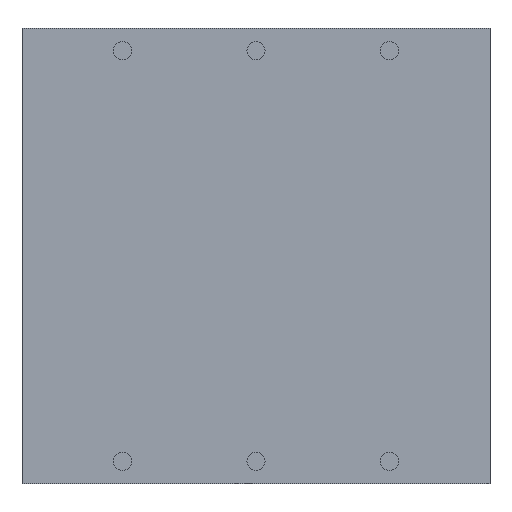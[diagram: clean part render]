
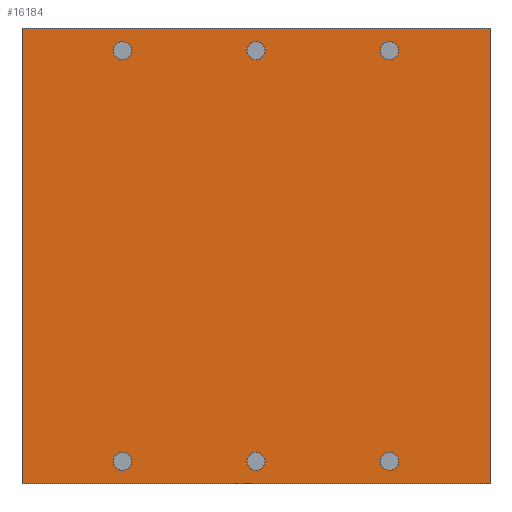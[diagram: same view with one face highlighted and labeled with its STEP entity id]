
A CAD part, front view. The second image highlights one B-rep face of the part: STEP entity #16184.
In plain terms, the highlighted planar face has unit normal (0, -1, 0).
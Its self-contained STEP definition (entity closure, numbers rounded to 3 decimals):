
#1674 = ORIENTED_EDGE ( 'NONE', *, *, #2723, .F. ) ;
#1675 = ORIENTED_EDGE ( 'NONE', *, *, #2722, .F. ) ;
#1676 = ORIENTED_EDGE ( 'NONE', *, *, #2721, .F. ) ;
#1677 = ORIENTED_EDGE ( 'NONE', *, *, #2717, .F. ) ;
#1678 = ORIENTED_EDGE ( 'NONE', *, *, #2720, .F. ) ;
#1679 = ORIENTED_EDGE ( 'NONE', *, *, #2716, .F. ) ;
#1680 = ORIENTED_EDGE ( 'NONE', *, *, #2718, .F. ) ;
#1681 = ORIENTED_EDGE ( 'NONE', *, *, #2704, .F. ) ;
#1682 = ORIENTED_EDGE ( 'NONE', *, *, #2714, .F. ) ;
#1683 = ORIENTED_EDGE ( 'NONE', *, *, #2719, .F. ) ;
#2704 = EDGE_CURVE ( 'NONE', #3964, #3963, #14312, .T. ) ;
#2714 = EDGE_CURVE ( 'NONE', #3965, #3964, #14317, .T. ) ;
#2716 = EDGE_CURVE ( 'NONE', #7066, #7066, #14331, .T. ) ;
#2717 = EDGE_CURVE ( 'NONE', #7069, #7069, #14333, .T. ) ;
#2718 = EDGE_CURVE ( 'NONE', #3963, #3962, #14316, .T. ) ;
#2719 = EDGE_CURVE ( 'NONE', #3962, #3965, #14320, .T. ) ;
#2720 = EDGE_CURVE ( 'NONE', #7072, #7072, #14336, .T. ) ;
#2721 = EDGE_CURVE ( 'NONE', #7075, #7075, #14337, .T. ) ;
#2722 = EDGE_CURVE ( 'NONE', #7078, #7078, #14338, .T. ) ;
#2723 = EDGE_CURVE ( 'NONE', #7082, #7082, #14339, .T. ) ;
#3962 = VERTEX_POINT ( 'NONE', #6130 ) ;
#3963 = VERTEX_POINT ( 'NONE', #6119 ) ;
#3964 = VERTEX_POINT ( 'NONE', #6115 ) ;
#3965 = VERTEX_POINT ( 'NONE', #6112 ) ;
#4985 = DIRECTION ( 'NONE',  ( 0., 0., 1. ) ) ;
#4986 = DIRECTION ( 'NONE',  ( 0., 1., 0. ) ) ;
#4994 = PLANE ( 'NONE',  #15733 ) ;
#4995 = CARTESIAN_POINT ( 'NONE',  ( -44.922, -4.826, 0.254 ) ) ;
#6112 = CARTESIAN_POINT ( 'NONE',  ( 12.99, -4.826, -56.134 ) ) ;
#6115 = CARTESIAN_POINT ( 'NONE',  ( -44.922, -4.826, -56.134 ) ) ;
#6119 = CARTESIAN_POINT ( 'NONE',  ( -44.922, -4.826, 0.254 ) ) ;
#6130 = CARTESIAN_POINT ( 'NONE',  ( 12.99, -4.826, 0.254 ) ) ;
#7066 = VERTEX_POINT ( 'NONE', #7067 ) ;
#7067 = CARTESIAN_POINT ( 'NONE',  ( 0.544, -4.826, -54.47 ) ) ;
#7069 = VERTEX_POINT ( 'NONE', #7070 ) ;
#7070 = CARTESIAN_POINT ( 'NONE',  ( -15.966, -4.826, -3.67 ) ) ;
#7072 = VERTEX_POINT ( 'NONE', #7073 ) ;
#7073 = CARTESIAN_POINT ( 'NONE',  ( -32.476, -4.826, -3.67 ) ) ;
#7075 = VERTEX_POINT ( 'NONE', #7077 ) ;
#7077 = CARTESIAN_POINT ( 'NONE',  ( -15.966, -4.826, -54.47 ) ) ;
#7078 = VERTEX_POINT ( 'NONE', #7080 ) ;
#7080 = CARTESIAN_POINT ( 'NONE',  ( -32.476, -4.826, -54.47 ) ) ;
#7082 = VERTEX_POINT ( 'NONE', #7084 ) ;
#7084 = CARTESIAN_POINT ( 'NONE',  ( 0.544, -4.826, -3.67 ) ) ;
#8092 = DIRECTION ( 'NONE',  ( 0., 0., -1. ) ) ;
#8095 = DIRECTION ( 'NONE',  ( 0., -1., 0. ) ) ;
#8104 = DIRECTION ( 'NONE',  ( 0., 0., -1. ) ) ;
#8106 = DIRECTION ( 'NONE',  ( 0., -1., 0. ) ) ;
#8117 = DIRECTION ( 'NONE',  ( 0., 0., -1. ) ) ;
#8119 = DIRECTION ( 'NONE',  ( 0., -1., 0. ) ) ;
#8121 = CARTESIAN_POINT ( 'NONE',  ( 0.544, -4.826, -2.54 ) ) ;
#8128 = DIRECTION ( 'NONE',  ( 0., 0., -1. ) ) ;
#8131 = DIRECTION ( 'NONE',  ( 0., -1., 0. ) ) ;
#8135 = CARTESIAN_POINT ( 'NONE',  ( -32.476, -4.826, -53.34 ) ) ;
#8137 = DIRECTION ( 'NONE',  ( 0., 0., -1. ) ) ;
#8139 = CARTESIAN_POINT ( 'NONE',  ( 12.99, -4.826, 0.254 ) ) ;
#8145 = CARTESIAN_POINT ( 'NONE',  ( -32.476, -4.826, -2.54 ) ) ;
#8147 = DIRECTION ( 'NONE',  ( 1., 0., 0. ) ) ;
#8153 = CARTESIAN_POINT ( 'NONE',  ( -50.869, -4.826, 0.254 ) ) ;
#8157 = DIRECTION ( 'NONE',  ( 0., 0., -1. ) ) ;
#8160 = DIRECTION ( 'NONE',  ( 0., -1., 0. ) ) ;
#8163 = CARTESIAN_POINT ( 'NONE',  ( -15.966, -4.826, -53.34 ) ) ;
#8164 = DIRECTION ( 'NONE',  ( 0., 0., -1. ) ) ;
#8168 = DIRECTION ( 'NONE',  ( 0., -1., 0. ) ) ;
#8184 = DIRECTION ( 'NONE',  ( -1., 0., 0. ) ) ;
#8187 = CARTESIAN_POINT ( 'NONE',  ( -50.869, -4.826, -56.134 ) ) ;
#8188 = CARTESIAN_POINT ( 'NONE',  ( 0.544, -4.826, -53.34 ) ) ;
#8206 = CARTESIAN_POINT ( 'NONE',  ( -15.966, -4.826, -2.54 ) ) ;
#8279 = DIRECTION ( 'NONE',  ( 0., 0., 1. ) ) ;
#8280 = CARTESIAN_POINT ( 'NONE',  ( -44.922, -4.826, 0.254 ) ) ;
#12760 = EDGE_LOOP ( 'NONE', ( #1674 ) ) ;
#12761 = EDGE_LOOP ( 'NONE', ( #1675 ) ) ;
#12762 = EDGE_LOOP ( 'NONE', ( #1677 ) ) ;
#12763 = EDGE_LOOP ( 'NONE', ( #1676 ) ) ;
#12764 = EDGE_LOOP ( 'NONE', ( #1679 ) ) ;
#12766 = EDGE_LOOP ( 'NONE', ( #1680, #1681, #1682, #1683 ) ) ;
#12767 = EDGE_LOOP ( 'NONE', ( #1678 ) ) ;
#13774 = FACE_BOUND ( 'NONE', #12760, .T. ) ;
#13775 = FACE_BOUND ( 'NONE', #12767, .T. ) ;
#13780 = FACE_BOUND ( 'NONE', #12764, .T. ) ;
#13781 = FACE_BOUND ( 'NONE', #12761, .T. ) ;
#13782 = FACE_OUTER_BOUND ( 'NONE', #12766, .T. ) ;
#13783 = FACE_BOUND ( 'NONE', #12763, .T. ) ;
#13785 = FACE_BOUND ( 'NONE', #12762, .T. ) ;
#14312 = LINE ( 'NONE', #8280, #14313 ) ;
#14313 = VECTOR ( 'NONE', #8279, 1000. ) ;
#14316 = LINE ( 'NONE', #8153, #14332 ) ;
#14317 = LINE ( 'NONE', #8187, #14327 ) ;
#14320 = LINE ( 'NONE', #8139, #14334 ) ;
#14327 = VECTOR ( 'NONE', #8184, 1000. ) ;
#14331 = CIRCLE ( 'NONE', #15231, 1.13 ) ;
#14332 = VECTOR ( 'NONE', #8147, 1000. ) ;
#14333 = CIRCLE ( 'NONE', #15241, 1.13 ) ;
#14334 = VECTOR ( 'NONE', #8137, 1000. ) ;
#14336 = CIRCLE ( 'NONE', #15235, 1.13 ) ;
#14337 = CIRCLE ( 'NONE', #15243, 1.13 ) ;
#14338 = CIRCLE ( 'NONE', #15244, 1.13 ) ;
#14339 = CIRCLE ( 'NONE', #15245, 1.13 ) ;
#15231 = AXIS2_PLACEMENT_3D ( 'NONE', #8188, #8168, #8164 ) ;
#15235 = AXIS2_PLACEMENT_3D ( 'NONE', #8145, #8131, #8128 ) ;
#15241 = AXIS2_PLACEMENT_3D ( 'NONE', #8206, #8160, #8157 ) ;
#15243 = AXIS2_PLACEMENT_3D ( 'NONE', #8163, #8119, #8117 ) ;
#15244 = AXIS2_PLACEMENT_3D ( 'NONE', #8135, #8106, #8104 ) ;
#15245 = AXIS2_PLACEMENT_3D ( 'NONE', #8121, #8095, #8092 ) ;
#15733 = AXIS2_PLACEMENT_3D ( 'NONE', #4995, #4986, #4985 ) ;
#16184 = ADVANCED_FACE ( 'NONE', ( #13774, #13781, #13783, #13785, #13775, #13780, #13782 ), #4994, .F. ) ;
